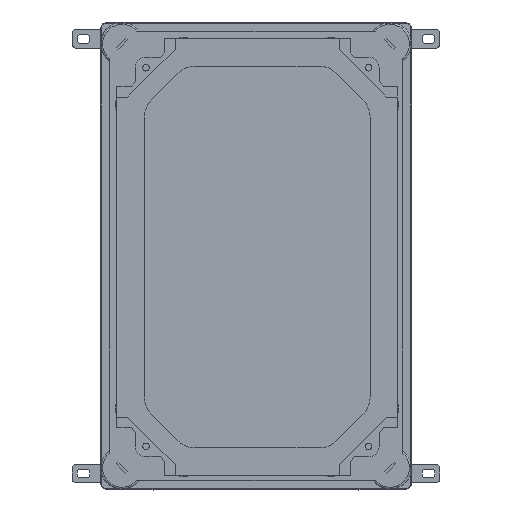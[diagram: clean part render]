
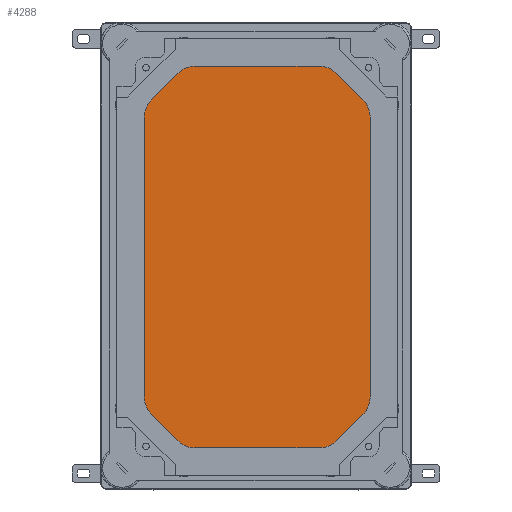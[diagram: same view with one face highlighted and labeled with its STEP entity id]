
A CAD part, top view. The second image highlights one B-rep face of the part: STEP entity #4288.
In plain terms, the highlighted planar face has unit normal (0, 0, 1).
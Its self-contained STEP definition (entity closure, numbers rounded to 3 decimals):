
#4288 = ADVANCED_FACE( '', ( #10939 ), #10940, .T. );
#10939 = FACE_OUTER_BOUND( '', #20461, .T. );
#10940 = PLANE( '', #20462 );
#20461 = EDGE_LOOP( '', ( #34089, #34090, #34091, #34092, #34093, #34094, #34095, #34096, #34097, #34098, #34099, #34100, #34101, #34102, #34103, #34104 ) );
#20462 = AXIS2_PLACEMENT_3D( '', #34105, #34106, #34107 );
#34089 = ORIENTED_EDGE( '', *, *, #58340, .T. );
#34090 = ORIENTED_EDGE( '', *, *, #58341, .T. );
#34091 = ORIENTED_EDGE( '', *, *, #58342, .T. );
#34092 = ORIENTED_EDGE( '', *, *, #58343, .T. );
#34093 = ORIENTED_EDGE( '', *, *, #58344, .T. );
#34094 = ORIENTED_EDGE( '', *, *, #54965, .T. );
#34095 = ORIENTED_EDGE( '', *, *, #58345, .T. );
#34096 = ORIENTED_EDGE( '', *, *, #58162, .T. );
#34097 = ORIENTED_EDGE( '', *, *, #55921, .T. );
#34098 = ORIENTED_EDGE( '', *, *, #58346, .T. );
#34099 = ORIENTED_EDGE( '', *, *, #58347, .T. );
#34100 = ORIENTED_EDGE( '', *, *, #58348, .T. );
#34101 = ORIENTED_EDGE( '', *, *, #58349, .T. );
#34102 = ORIENTED_EDGE( '', *, *, #58350, .T. );
#34103 = ORIENTED_EDGE( '', *, *, #58351, .T. );
#34104 = ORIENTED_EDGE( '', *, *, #58352, .T. );
#34105 = CARTESIAN_POINT( '', ( 52.425, 73.384, 16. ) );
#34106 = DIRECTION( '', ( 0., 0., 1. ) );
#34107 = DIRECTION( '', ( 1., 0., 0. ) );
#54965 = EDGE_CURVE( '', #65365, #65363, #65366, .T. );
#55921 = EDGE_CURVE( '', #67090, #67088, #67091, .T. );
#58162 = EDGE_CURVE( '', #70929, #67090, #70930, .T. );
#58340 = EDGE_CURVE( '', #71218, #71219, #71220, .T. );
#58341 = EDGE_CURVE( '', #71219, #71221, #71222, .T. );
#58342 = EDGE_CURVE( '', #71221, #71223, #71224, .T. );
#58343 = EDGE_CURVE( '', #71223, #71225, #71226, .T. );
#58344 = EDGE_CURVE( '', #71225, #65365, #71227, .T. );
#58345 = EDGE_CURVE( '', #65363, #70929, #71228, .T. );
#58346 = EDGE_CURVE( '', #67088, #71229, #71230, .T. );
#58347 = EDGE_CURVE( '', #71229, #71231, #71232, .T. );
#58348 = EDGE_CURVE( '', #71231, #71233, #71234, .T. );
#58349 = EDGE_CURVE( '', #71233, #71235, #71236, .T. );
#58350 = EDGE_CURVE( '', #71235, #71237, #71238, .T. );
#58351 = EDGE_CURVE( '', #71237, #71239, #71240, .T. );
#58352 = EDGE_CURVE( '', #71239, #71218, #71241, .T. );
#65363 = VERTEX_POINT( '', #80740 );
#65365 = VERTEX_POINT( '', #80743 );
#65366 = CIRCLE( '', #80744, 20. );
#67088 = VERTEX_POINT( '', #83112 );
#67090 = VERTEX_POINT( '', #83115 );
#67091 = LINE( '', #83116, #83117 );
#70929 = VERTEX_POINT( '', #88386 );
#70930 = CIRCLE( '', #88387, 20. );
#71218 = VERTEX_POINT( '', #88803 );
#71219 = VERTEX_POINT( '', #88804 );
#71220 = LINE( '', #88805, #88806 );
#71221 = VERTEX_POINT( '', #88807 );
#71222 = CIRCLE( '', #88808, 20. );
#71223 = VERTEX_POINT( '', #88809 );
#71224 = LINE( '', #88810, #88811 );
#71225 = VERTEX_POINT( '', #88812 );
#71226 = CIRCLE( '', #88813, 20. );
#71227 = LINE( '', #88814, #88815 );
#71228 = LINE( '', #88816, #88817 );
#71229 = VERTEX_POINT( '', #88818 );
#71230 = CIRCLE( '', #88819, 20. );
#71231 = VERTEX_POINT( '', #88820 );
#71232 = LINE( '', #88821, #88822 );
#71233 = VERTEX_POINT( '', #88823 );
#71234 = CIRCLE( '', #88824, 20. );
#71235 = VERTEX_POINT( '', #88825 );
#71236 = LINE( '', #88826, #88827 );
#71237 = VERTEX_POINT( '', #88828 );
#71238 = CIRCLE( '', #88829, 20. );
#71239 = VERTEX_POINT( '', #88830 );
#71240 = LINE( '', #88831, #88832 );
#71241 = CIRCLE( '', #88833, 20. );
#80740 = CARTESIAN_POINT( '', ( 311.693, 38.368, 16. ) );
#80743 = CARTESIAN_POINT( '', ( 297.551, 32.51, 16. ) );
#80744 = AXIS2_PLACEMENT_3D( '', #101941, #101942, #101943 );
#83112 = CARTESIAN_POINT( '', ( 338.425, 172.636, 16. ) );
#83115 = CARTESIAN_POINT( '', ( 338.425, 73.384, 16. ) );
#83116 = CARTESIAN_POINT( '', ( 338.425, 73.384, 16. ) );
#83117 = VECTOR( '', #103124, 1000. );
#88386 = CARTESIAN_POINT( '', ( 332.567, 59.242, 16. ) );
#88387 = AXIS2_PLACEMENT_3D( '', #105878, #105879, #105880 );
#88803 = CARTESIAN_POINT( '', ( 32.425, 172.636, 16. ) );
#88804 = CARTESIAN_POINT( '', ( 32.425, 73.384, 16. ) );
#88805 = CARTESIAN_POINT( '', ( 32.425, 172.636, 16. ) );
#88806 = VECTOR( '', #106108, 1000. );
#88807 = CARTESIAN_POINT( '', ( 38.283, 59.242, 16. ) );
#88808 = AXIS2_PLACEMENT_3D( '', #106109, #106110, #106111 );
#88809 = CARTESIAN_POINT( '', ( 59.157, 38.368, 16. ) );
#88810 = CARTESIAN_POINT( '', ( 38.283, 59.242, 16. ) );
#88811 = VECTOR( '', #106112, 1000. );
#88812 = CARTESIAN_POINT( '', ( 73.299, 32.51, 16. ) );
#88813 = AXIS2_PLACEMENT_3D( '', #106113, #106114, #106115 );
#88814 = CARTESIAN_POINT( '', ( 73.299, 32.51, 16. ) );
#88815 = VECTOR( '', #106116, 1000. );
#88816 = CARTESIAN_POINT( '', ( 311.693, 38.368, 16. ) );
#88817 = VECTOR( '', #106117, 1000. );
#88818 = CARTESIAN_POINT( '', ( 332.567, 186.778, 16. ) );
#88819 = AXIS2_PLACEMENT_3D( '', #106118, #106119, #106120 );
#88820 = CARTESIAN_POINT( '', ( 311.693, 207.652, 16. ) );
#88821 = CARTESIAN_POINT( '', ( 332.567, 186.778, 16. ) );
#88822 = VECTOR( '', #106121, 1000. );
#88823 = CARTESIAN_POINT( '', ( 297.551, 213.51, 16. ) );
#88824 = AXIS2_PLACEMENT_3D( '', #106122, #106123, #106124 );
#88825 = CARTESIAN_POINT( '', ( 73.299, 213.51, 16. ) );
#88826 = CARTESIAN_POINT( '', ( 297.551, 213.51, 16. ) );
#88827 = VECTOR( '', #106125, 1000. );
#88828 = CARTESIAN_POINT( '', ( 59.157, 207.652, 16. ) );
#88829 = AXIS2_PLACEMENT_3D( '', #106126, #106127, #106128 );
#88830 = CARTESIAN_POINT( '', ( 38.283, 186.778, 16. ) );
#88831 = CARTESIAN_POINT( '', ( 59.157, 207.652, 16. ) );
#88832 = VECTOR( '', #106129, 1000. );
#88833 = AXIS2_PLACEMENT_3D( '', #106130, #106131, #106132 );
#101941 = CARTESIAN_POINT( '', ( 297.551, 52.51, 16. ) );
#101942 = DIRECTION( '', ( 0., 0., 1. ) );
#101943 = DIRECTION( '', ( 1., 0., 0. ) );
#103124 = DIRECTION( '', ( 0., 1., 0. ) );
#105878 = CARTESIAN_POINT( '', ( 318.425, 73.384, 16. ) );
#105879 = DIRECTION( '', ( 0., 0., 1. ) );
#105880 = DIRECTION( '', ( 1., 0., 0. ) );
#106108 = DIRECTION( '', ( 0., -1., 0. ) );
#106109 = CARTESIAN_POINT( '', ( 52.425, 73.384, 16. ) );
#106110 = DIRECTION( '', ( 0., 0., 1. ) );
#106111 = DIRECTION( '', ( 1., 0., 0. ) );
#106112 = DIRECTION( '', ( 0.707, -0.707, 0. ) );
#106113 = CARTESIAN_POINT( '', ( 73.299, 52.51, 16. ) );
#106114 = DIRECTION( '', ( 0., 0., 1. ) );
#106115 = DIRECTION( '', ( 1., 0., 0. ) );
#106116 = DIRECTION( '', ( 1., 0., 0. ) );
#106117 = DIRECTION( '', ( 0.707, 0.707, 0. ) );
#106118 = CARTESIAN_POINT( '', ( 318.425, 172.636, 16. ) );
#106119 = DIRECTION( '', ( 0., 0., 1. ) );
#106120 = DIRECTION( '', ( 1., 0., 0. ) );
#106121 = DIRECTION( '', ( -0.707, 0.707, 0. ) );
#106122 = CARTESIAN_POINT( '', ( 297.551, 193.51, 16. ) );
#106123 = DIRECTION( '', ( 0., 0., 1. ) );
#106124 = DIRECTION( '', ( 1., 0., 0. ) );
#106125 = DIRECTION( '', ( -1., 0., 0. ) );
#106126 = CARTESIAN_POINT( '', ( 73.299, 193.51, 16. ) );
#106127 = DIRECTION( '', ( 0., 0., 1. ) );
#106128 = DIRECTION( '', ( 1., 0., 0. ) );
#106129 = DIRECTION( '', ( -0.707, -0.707, 0. ) );
#106130 = CARTESIAN_POINT( '', ( 52.425, 172.636, 16. ) );
#106131 = DIRECTION( '', ( 0., 0., 1. ) );
#106132 = DIRECTION( '', ( 1., 0., 0. ) );
